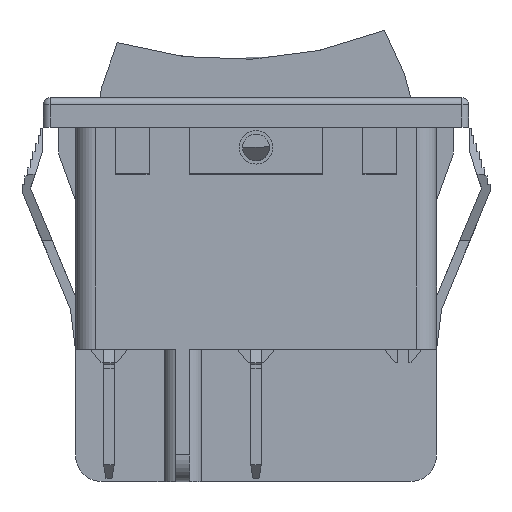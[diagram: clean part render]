
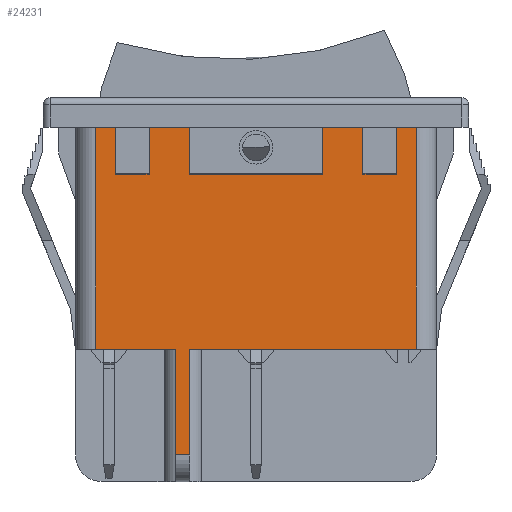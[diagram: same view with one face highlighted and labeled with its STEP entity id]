
A CAD part, front view. The second image highlights one B-rep face of the part: STEP entity #24231.
In plain terms, the highlighted planar face has unit normal (0, -1, 0).
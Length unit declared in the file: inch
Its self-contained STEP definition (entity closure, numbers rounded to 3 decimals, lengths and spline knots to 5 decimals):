
#2229=PLANE('',#25335);
#3536=FACE_OUTER_BOUND('',#4998,.T.);
#4998=EDGE_LOOP('',(#22528,#22529,#22530,#22531,#22532,#22533,#22534,#22535,
#22536,#22537,#22538,#22539,#22540,#22541,#22542,#22543,#22544,#22545,#22546,
#22547));
#7269=LINE('',#43482,#9779);
#7273=LINE('',#43490,#9783);
#7277=LINE('',#43498,#9787);
#7281=LINE('',#43506,#9791);
#7610=LINE('',#44168,#10120);
#7612=LINE('',#44171,#10122);
#7616=LINE('',#44180,#10126);
#7618=LINE('',#44183,#10128);
#7622=LINE('',#44192,#10132);
#7624=LINE('',#44195,#10134);
#7626=LINE('',#44199,#10136);
#7628=LINE('',#44203,#10138);
#7630=LINE('',#44207,#10140);
#7631=LINE('',#44210,#10141);
#7632=LINE('',#44212,#10142);
#7633=LINE('',#44214,#10143);
#7634=LINE('',#44216,#10144);
#7635=LINE('',#44218,#10145);
#7636=LINE('',#44220,#10146);
#7637=LINE('',#44221,#10147);
#9779=VECTOR('',#29293,0.05906);
#9783=VECTOR('',#29297,0.11811);
#9787=VECTOR('',#29301,0.11811);
#9791=VECTOR('',#29305,0.05906);
#10120=VECTOR('',#29892,0.09843);
#10122=VECTOR('',#29896,0.1378);
#10126=VECTOR('',#29902,0.3937);
#10128=VECTOR('',#29906,0.1378);
#10132=VECTOR('',#29912,0.09843);
#10134=VECTOR('',#29916,0.1378);
#10136=VECTOR('',#29922,0.1378);
#10138=VECTOR('',#29928,0.1378);
#10140=VECTOR('',#29934,0.1378);
#10141=VECTOR('',#29937,0.65354);
#10142=VECTOR('',#29938,0.23622);
#10143=VECTOR('',#29939,0.31102);
#10144=VECTOR('',#29940,0.04173);
#10145=VECTOR('',#29941,0.31102);
#10146=VECTOR('',#29942,0.66693);
#10147=VECTOR('',#29943,0.65354);
#12185=VERTEX_POINT('',#43479);
#12186=VERTEX_POINT('',#43481);
#12189=VERTEX_POINT('',#43487);
#12190=VERTEX_POINT('',#43489);
#12193=VERTEX_POINT('',#43495);
#12194=VERTEX_POINT('',#43497);
#12197=VERTEX_POINT('',#43503);
#12198=VERTEX_POINT('',#43505);
#12399=VERTEX_POINT('',#44161);
#12402=VERTEX_POINT('',#44166);
#12403=VERTEX_POINT('',#44173);
#12406=VERTEX_POINT('',#44178);
#12407=VERTEX_POINT('',#44185);
#12410=VERTEX_POINT('',#44190);
#12411=VERTEX_POINT('',#44209);
#12412=VERTEX_POINT('',#44211);
#12413=VERTEX_POINT('',#44213);
#12414=VERTEX_POINT('',#44215);
#12415=VERTEX_POINT('',#44217);
#12416=VERTEX_POINT('',#44219);
#15469=EDGE_CURVE('',#12186,#12185,#7269,.T.);
#15473=EDGE_CURVE('',#12190,#12189,#7273,.T.);
#15477=EDGE_CURVE('',#12194,#12193,#7277,.T.);
#15481=EDGE_CURVE('',#12198,#12197,#7281,.T.);
#15811=EDGE_CURVE('',#12399,#12402,#7610,.T.);
#15813=EDGE_CURVE('',#12402,#12194,#7612,.T.);
#15817=EDGE_CURVE('',#12403,#12406,#7616,.T.);
#15819=EDGE_CURVE('',#12406,#12190,#7618,.T.);
#15823=EDGE_CURVE('',#12407,#12410,#7622,.T.);
#15825=EDGE_CURVE('',#12410,#12186,#7624,.T.);
#15827=EDGE_CURVE('',#12193,#12403,#7626,.T.);
#15829=EDGE_CURVE('',#12197,#12399,#7628,.T.);
#15831=EDGE_CURVE('',#12189,#12407,#7630,.T.);
#15832=EDGE_CURVE('',#12411,#12185,#7631,.T.);
#15833=EDGE_CURVE('',#12411,#12412,#7632,.T.);
#15834=EDGE_CURVE('',#12412,#12413,#7633,.T.);
#15835=EDGE_CURVE('',#12414,#12413,#7634,.T.);
#15836=EDGE_CURVE('',#12415,#12414,#7635,.T.);
#15837=EDGE_CURVE('',#12415,#12416,#7636,.T.);
#15838=EDGE_CURVE('',#12416,#12198,#7637,.T.);
#22528=ORIENTED_EDGE('',*,*,#15827,.T.);
#22529=ORIENTED_EDGE('',*,*,#15817,.T.);
#22530=ORIENTED_EDGE('',*,*,#15819,.T.);
#22531=ORIENTED_EDGE('',*,*,#15473,.T.);
#22532=ORIENTED_EDGE('',*,*,#15831,.T.);
#22533=ORIENTED_EDGE('',*,*,#15823,.T.);
#22534=ORIENTED_EDGE('',*,*,#15825,.T.);
#22535=ORIENTED_EDGE('',*,*,#15469,.T.);
#22536=ORIENTED_EDGE('',*,*,#15832,.F.);
#22537=ORIENTED_EDGE('',*,*,#15833,.T.);
#22538=ORIENTED_EDGE('',*,*,#15834,.T.);
#22539=ORIENTED_EDGE('',*,*,#15835,.F.);
#22540=ORIENTED_EDGE('',*,*,#15836,.F.);
#22541=ORIENTED_EDGE('',*,*,#15837,.T.);
#22542=ORIENTED_EDGE('',*,*,#15838,.T.);
#22543=ORIENTED_EDGE('',*,*,#15481,.T.);
#22544=ORIENTED_EDGE('',*,*,#15829,.T.);
#22545=ORIENTED_EDGE('',*,*,#15811,.T.);
#22546=ORIENTED_EDGE('',*,*,#15813,.T.);
#22547=ORIENTED_EDGE('',*,*,#15477,.T.);
#24231=ADVANCED_FACE('',(#3536),#2229,.T.);
#25335=AXIS2_PLACEMENT_3D('',#44208,#29935,#29936);
#29293=DIRECTION('',(-1.,0.,0.));
#29297=DIRECTION('',(-1.,0.,0.));
#29301=DIRECTION('',(-1.,0.,0.));
#29305=DIRECTION('',(-1.,0.,0.));
#29892=DIRECTION('',(-1.,0.,0.));
#29896=DIRECTION('',(0.,0.,1.));
#29902=DIRECTION('',(-1.,0.,0.));
#29906=DIRECTION('',(0.,0.,1.));
#29912=DIRECTION('',(-1.,0.,0.));
#29916=DIRECTION('',(0.,0.,1.));
#29922=DIRECTION('',(0.,0.,-1.));
#29928=DIRECTION('',(0.,0.,-1.));
#29934=DIRECTION('',(0.,0.,-1.));
#29935=DIRECTION('center_axis',(0.,-1.,0.));
#29936=DIRECTION('ref_axis',(0.,0.,-1.));
#29937=DIRECTION('',(0.,0.,1.));
#29938=DIRECTION('',(1.,0.,0.));
#29939=DIRECTION('',(0.,0.,-1.));
#29940=DIRECTION('',(-1.,0.,0.));
#29941=DIRECTION('',(0.,0.,-1.));
#29942=DIRECTION('',(1.,0.,0.));
#29943=DIRECTION('',(0.,0.,1.));
#43479=CARTESIAN_POINT('',(-0.47244,-0.42717,0.65354));
#43481=CARTESIAN_POINT('',(-0.41339,-0.42717,0.65354));
#43482=CARTESIAN_POINT('',(-0.41339,-0.42717,0.65354));
#43487=CARTESIAN_POINT('',(-0.31496,-0.42717,0.65354));
#43489=CARTESIAN_POINT('',(-0.19685,-0.42717,0.65354));
#43490=CARTESIAN_POINT('',(-0.19685,-0.42717,0.65354));
#43495=CARTESIAN_POINT('',(0.19685,-0.42717,0.65354));
#43497=CARTESIAN_POINT('',(0.31496,-0.42717,0.65354));
#43498=CARTESIAN_POINT('',(0.31496,-0.42717,0.65354));
#43503=CARTESIAN_POINT('',(0.41339,-0.42717,0.65354));
#43505=CARTESIAN_POINT('',(0.47244,-0.42717,0.65354));
#43506=CARTESIAN_POINT('',(0.47244,-0.42717,0.65354));
#44161=CARTESIAN_POINT('',(0.41339,-0.42717,0.51575));
#44166=CARTESIAN_POINT('',(0.31496,-0.42717,0.51575));
#44168=CARTESIAN_POINT('',(0.41339,-0.42717,0.51575));
#44171=CARTESIAN_POINT('',(0.31496,-0.42717,0.51575));
#44173=CARTESIAN_POINT('',(0.19685,-0.42717,0.51575));
#44178=CARTESIAN_POINT('',(-0.19685,-0.42717,0.51575));
#44180=CARTESIAN_POINT('',(0.19685,-0.42717,0.51575));
#44183=CARTESIAN_POINT('',(-0.19685,-0.42717,0.51575));
#44185=CARTESIAN_POINT('',(-0.31496,-0.42717,0.51575));
#44190=CARTESIAN_POINT('',(-0.41339,-0.42717,0.51575));
#44192=CARTESIAN_POINT('',(-0.31496,-0.42717,0.51575));
#44195=CARTESIAN_POINT('',(-0.41339,-0.42717,0.51575));
#44199=CARTESIAN_POINT('',(0.19685,-0.42717,0.65354));
#44203=CARTESIAN_POINT('',(0.41339,-0.42717,0.65354));
#44207=CARTESIAN_POINT('',(-0.31496,-0.42717,0.65354));
#44208=CARTESIAN_POINT('Origin',(-0.51969,-0.42717,
0.70177));
#44209=CARTESIAN_POINT('',(-0.47244,-0.42717,0.));
#44210=CARTESIAN_POINT('',(-0.47244,-0.42717,0.));
#44211=CARTESIAN_POINT('',(-0.23622,-0.42717,0.));
#44212=CARTESIAN_POINT('',(-0.47244,-0.42717,0.));
#44213=CARTESIAN_POINT('',(-0.23622,-0.42717,-0.31102));
#44214=CARTESIAN_POINT('',(-0.23622,-0.42717,0.));
#44215=CARTESIAN_POINT('',(-0.19449,-0.42717,-0.31102));
#44216=CARTESIAN_POINT('',(-0.19449,-0.42717,-0.31102));
#44217=CARTESIAN_POINT('',(-0.19449,-0.42717,0.));
#44218=CARTESIAN_POINT('',(-0.19449,-0.42717,0.));
#44219=CARTESIAN_POINT('',(0.47244,-0.42717,0.));
#44220=CARTESIAN_POINT('',(-0.19449,-0.42717,0.));
#44221=CARTESIAN_POINT('',(0.47244,-0.42717,0.));
